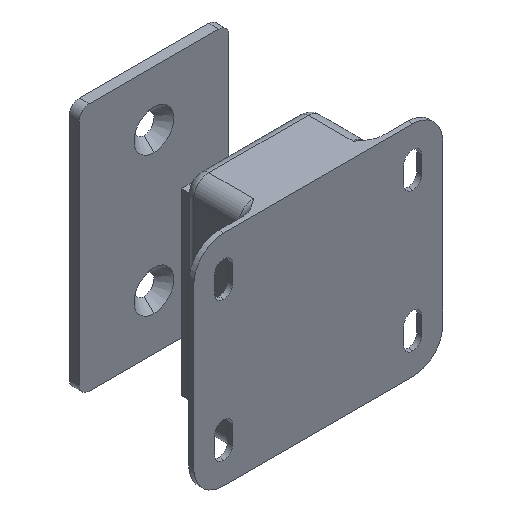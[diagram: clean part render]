
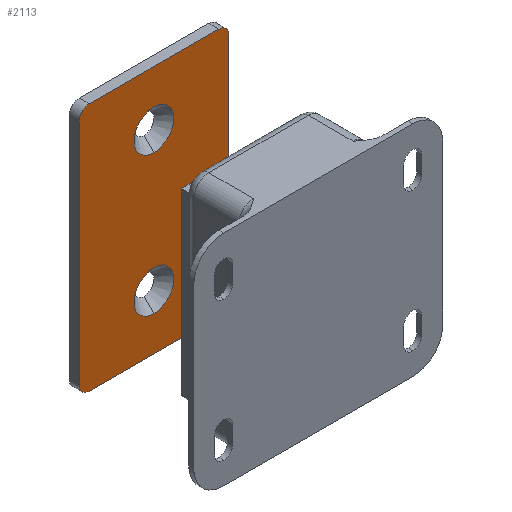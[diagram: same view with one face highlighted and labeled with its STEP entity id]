
A CAD part, isometric view. The second image highlights one B-rep face of the part: STEP entity #2113.
In plain terms, the highlighted face is planar.
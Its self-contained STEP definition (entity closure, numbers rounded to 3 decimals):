
#28 = DIRECTION ( 'NONE',  ( 0., 0., -1. ) ) ;
#30 = CARTESIAN_POINT ( 'NONE',  ( 15., 2., -23. ) ) ;
#57 = CARTESIAN_POINT ( 'NONE',  ( 15., 2., -23. ) ) ;
#268 = DIRECTION ( 'NONE',  ( 0., -1., 0. ) ) ;
#312 = CARTESIAN_POINT ( 'NONE',  ( 0., 2., -14. ) ) ;
#314 = DIRECTION ( 'NONE',  ( 0., 0., -1. ) ) ;
#330 = DIRECTION ( 'NONE',  ( 0., 1., 0. ) ) ;
#332 = DIRECTION ( 'NONE',  ( 0., 0., 1. ) ) ;
#334 = CARTESIAN_POINT ( 'NONE',  ( 0., 2., 14. ) ) ;
#356 = EDGE_CURVE ( 'NONE', #2526, #2595, #494, .T. ) ;
#364 = EDGE_CURVE ( 'NONE', #2540, #2545, #1284, .T. ) ;
#372 = EDGE_CURVE ( 'NONE', #2525, #2528, #2181, .T. ) ;
#376 = EDGE_CURVE ( 'NONE', #2503, #2536, #1019, .T. ) ;
#378 = EDGE_CURVE ( 'NONE', #2595, #2541, #1291, .T. ) ;
#379 = EDGE_CURVE ( 'NONE', #2545, #2525, #506, .T. ) ;
#391 = EDGE_CURVE ( 'NONE', #2541, #2540, #513, .T. ) ;
#406 = EDGE_CURVE ( 'NONE', #2533, #2526, #2431, .T. ) ;
#410 = EDGE_CURVE ( 'NONE', #2528, #2533, #525, .T. ) ;
#423 = ORIENTED_EDGE ( 'NONE', *, *, #2389, .F. ) ;
#424 = ORIENTED_EDGE ( 'NONE', *, *, #378, .T. ) ;
#425 = ORIENTED_EDGE ( 'NONE', *, *, #364, .T. ) ;
#426 = ORIENTED_EDGE ( 'NONE', *, *, #391, .T. ) ;
#427 = ORIENTED_EDGE ( 'NONE', *, *, #379, .T. ) ;
#428 = ORIENTED_EDGE ( 'NONE', *, *, #372, .T. ) ;
#429 = ORIENTED_EDGE ( 'NONE', *, *, #410, .T. ) ;
#430 = ORIENTED_EDGE ( 'NONE', *, *, #406, .T. ) ;
#431 = ORIENTED_EDGE ( 'NONE', *, *, #356, .T. ) ;
#433 = ORIENTED_EDGE ( 'NONE', *, *, #376, .T. ) ;
#434 = ORIENTED_EDGE ( 'NONE', *, *, #2382, .T. ) ;
#494 = LINE ( 'NONE', #30, #1280 ) ;
#506 = LINE ( 'NONE', #1233, #1539 ) ;
#513 = LINE ( 'NONE', #1036, #3053 ) ;
#525 = LINE ( 'NONE', #1085, #2438 ) ;
#685 = FACE_BOUND ( 'NONE', #2704, .T. ) ;
#686 = FACE_OUTER_BOUND ( 'NONE', #2688, .T. ) ;
#687 = FACE_BOUND ( 'NONE', #2700, .T. ) ;
#751 = ORIENTED_EDGE ( 'NONE', *, *, #1982, .F. ) ;
#1016 = AXIS2_PLACEMENT_3D ( 'NONE', #1051, #1030, #1072 ) ;
#1019 = CIRCLE ( 'NONE', #1016, 4. ) ;
#1030 = DIRECTION ( 'NONE',  ( 0., -1., 0. ) ) ;
#1036 = CARTESIAN_POINT ( 'NONE',  ( -13., 2., -25. ) ) ;
#1039 = DIRECTION ( 'NONE',  ( 0., 1., 0. ) ) ;
#1043 = CARTESIAN_POINT ( 'NONE',  ( 0., 2., 18. ) ) ;
#1051 = CARTESIAN_POINT ( 'NONE',  ( 0., 2., -14. ) ) ;
#1072 = DIRECTION ( 'NONE',  ( 0., 0., -1. ) ) ;
#1081 = DIRECTION ( 'NONE',  ( 0., 1., 0. ) ) ;
#1084 = DIRECTION ( 'NONE',  ( 0., 0., 1. ) ) ;
#1085 = CARTESIAN_POINT ( 'NONE',  ( -13., 2., 25. ) ) ;
#1102 = DIRECTION ( 'NONE',  ( 0., 1., 0. ) ) ;
#1111 = DIRECTION ( 'NONE',  ( 0., 0., 1. ) ) ;
#1144 = DIRECTION ( 'NONE',  ( 0., 1., 0. ) ) ;
#1155 = CARTESIAN_POINT ( 'NONE',  ( -13., 2., -23. ) ) ;
#1158 = DIRECTION ( 'NONE',  ( 1., 0., 0. ) ) ;
#1180 = DIRECTION ( 'NONE',  ( 0., 0., -1. ) ) ;
#1203 = DIRECTION ( 'NONE',  ( 0., 0., 1. ) ) ;
#1208 = CARTESIAN_POINT ( 'NONE',  ( 13., 2., -23. ) ) ;
#1215 = CARTESIAN_POINT ( 'NONE',  ( -13., 2., 23. ) ) ;
#1219 = DIRECTION ( 'NONE',  ( -1., 0., 0. ) ) ;
#1227 = CARTESIAN_POINT ( 'NONE',  ( 13., 2., 23. ) ) ;
#1233 = CARTESIAN_POINT ( 'NONE',  ( -15., 2., -23. ) ) ;
#1258 = DIRECTION ( 'NONE',  ( 0., 0., 1. ) ) ;
#1278 = AXIS2_PLACEMENT_3D ( 'NONE', #1155, #1144, #1111 ) ;
#1280 = VECTOR ( 'NONE', #28, 1000. ) ;
#1284 = CIRCLE ( 'NONE', #1278, 2. ) ;
#1291 = CIRCLE ( 'NONE', #1538, 2. ) ;
#1343 = AXIS2_PLACEMENT_3D ( 'NONE', #1802, #1798, #1835 ) ;
#1380 = VERTEX_POINT ( 'NONE', #1043 ) ;
#1460 = CARTESIAN_POINT ( 'NONE',  ( -15., 2., -23. ) ) ;
#1461 = CARTESIAN_POINT ( 'NONE',  ( 0., 2., 10. ) ) ;
#1478 = CARTESIAN_POINT ( 'NONE',  ( 13., 2., 25. ) ) ;
#1487 = CARTESIAN_POINT ( 'NONE',  ( 0., 2., -18. ) ) ;
#1488 = CARTESIAN_POINT ( 'NONE',  ( -15., 2., 23. ) ) ;
#1495 = CARTESIAN_POINT ( 'NONE',  ( 15., 2., 23. ) ) ;
#1499 = CARTESIAN_POINT ( 'NONE',  ( -13., 2., 25. ) ) ;
#1506 = CARTESIAN_POINT ( 'NONE',  ( 13., 2., -25. ) ) ;
#1510 = CARTESIAN_POINT ( 'NONE',  ( -13., 2., -25. ) ) ;
#1528 = CARTESIAN_POINT ( 'NONE',  ( 0., 2., -10. ) ) ;
#1538 = AXIS2_PLACEMENT_3D ( 'NONE', #1208, #1102, #1180 ) ;
#1539 = VECTOR ( 'NONE', #1203, 1000. ) ;
#1798 = DIRECTION ( 'NONE',  ( 0., -1., 0. ) ) ;
#1802 = CARTESIAN_POINT ( 'NONE',  ( 13., 2., -23. ) ) ;
#1835 = DIRECTION ( 'NONE',  ( 0., 0., -1. ) ) ;
#1847 = PLANE ( 'NONE',  #1343 ) ;
#1982 = EDGE_CURVE ( 'NONE', #1380, #2544, #2157, .T. ) ;
#2037 = AXIS2_PLACEMENT_3D ( 'NONE', #334, #330, #332 ) ;
#2042 = CIRCLE ( 'NONE', #2037, 4. ) ;
#2047 = CIRCLE ( 'NONE', #2082, 4. ) ;
#2082 = AXIS2_PLACEMENT_3D ( 'NONE', #312, #268, #314 ) ;
#2113 = ADVANCED_FACE ( 'NONE', ( #685, #686, #687 ), #1847, .F. ) ;
#2157 = CIRCLE ( 'NONE', #2160, 4. ) ;
#2160 = AXIS2_PLACEMENT_3D ( 'NONE', #2248, #2253, #2186 ) ;
#2181 = CIRCLE ( 'NONE', #2185, 2. ) ;
#2185 = AXIS2_PLACEMENT_3D ( 'NONE', #1215, #1039, #1258 ) ;
#2186 = DIRECTION ( 'NONE',  ( 0., 0., 1. ) ) ;
#2248 = CARTESIAN_POINT ( 'NONE',  ( 0., 2., 14. ) ) ;
#2253 = DIRECTION ( 'NONE',  ( 0., 1., 0. ) ) ;
#2382 = EDGE_CURVE ( 'NONE', #2536, #2503, #2047, .T. ) ;
#2389 = EDGE_CURVE ( 'NONE', #2544, #1380, #2042, .T. ) ;
#2424 = AXIS2_PLACEMENT_3D ( 'NONE', #1227, #1081, #1084 ) ;
#2431 = CIRCLE ( 'NONE', #2424, 2. ) ;
#2438 = VECTOR ( 'NONE', #1158, 1000. ) ;
#2503 = VERTEX_POINT ( 'NONE', #1528 ) ;
#2525 = VERTEX_POINT ( 'NONE', #1488 ) ;
#2526 = VERTEX_POINT ( 'NONE', #1495 ) ;
#2528 = VERTEX_POINT ( 'NONE', #1499 ) ;
#2533 = VERTEX_POINT ( 'NONE', #1478 ) ;
#2536 = VERTEX_POINT ( 'NONE', #1487 ) ;
#2540 = VERTEX_POINT ( 'NONE', #1510 ) ;
#2541 = VERTEX_POINT ( 'NONE', #1506 ) ;
#2544 = VERTEX_POINT ( 'NONE', #1461 ) ;
#2545 = VERTEX_POINT ( 'NONE', #1460 ) ;
#2595 = VERTEX_POINT ( 'NONE', #57 ) ;
#2688 = EDGE_LOOP ( 'NONE', ( #424, #426, #425, #427, #428, #429, #430, #431 ) ) ;
#2700 = EDGE_LOOP ( 'NONE', ( #434, #433 ) ) ;
#2704 = EDGE_LOOP ( 'NONE', ( #751, #423 ) ) ;
#3053 = VECTOR ( 'NONE', #1219, 1000. ) ;
